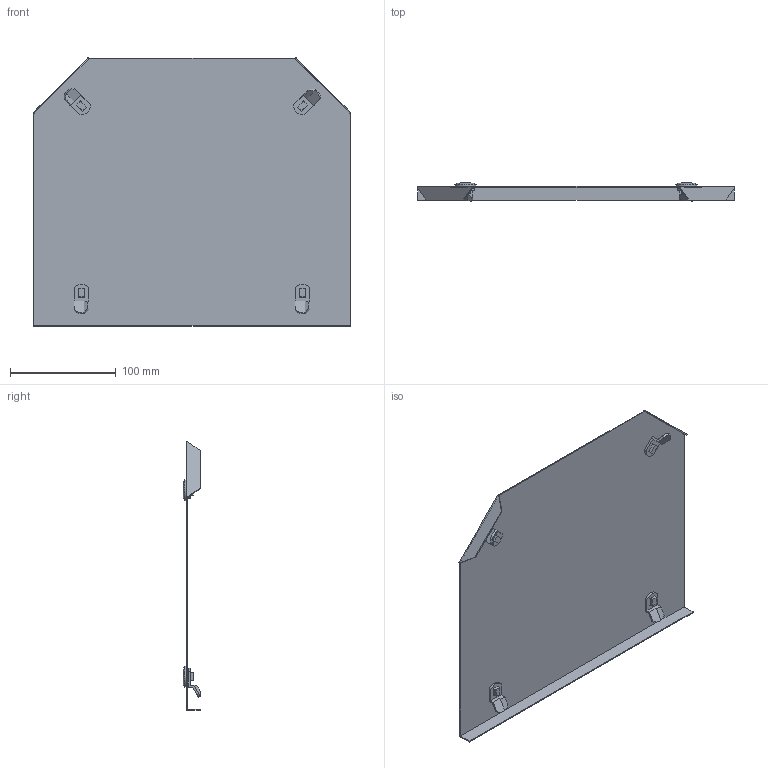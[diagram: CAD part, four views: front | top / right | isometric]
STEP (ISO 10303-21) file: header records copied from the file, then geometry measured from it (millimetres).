
FILE_DESCRIPTION (( 'STEP AP214' ), '1' );
FILE_NAME ('7128231.stp', '2019-06-14T06:51:25', ( '' ), ( '' ), 'SwSTEP 2.0', 'SolidWorks 2018', '' );
FILE_SCHEMA (( 'AUTOMOTIVE_DESIGN' ));
Length unit declared in the file: millimetre
Products named in the file (5): KTS 08.081-003_Standard; KTS 08.040-110_NB=200 FS, DD; KTS 08.082-005_Standard; KTS 08.080-022_Standard; 7128231
Assembly tree (7 placements, depth 3):
  7128231
    KTS 08.040-110_NB=200 FS, DD
    KTS 08.080-022_Standard  x4
      KTS 08.082-005_Standard
      KTS 08.081-003_Standard
Bounding box: 301.27 x 16.98 x 254.64 mm (x, y, z)
Volume: 85993.1 mm3; surface area: 165634.3 mm2
Topology: 9 solids, 9 shells, 214 faces, 528 edges, 344 vertices
Faces by surface type: plane 126, cylinder 56, bspline 16, torus 16
Entity records: 2837 total; most frequent: CARTESIAN_POINT 742, ORIENTED_EDGE 408, DIRECTION 380, EDGE_CURVE 204, VERTEX_POINT 134, AXIS2_PLACEMENT_3D 129, VECTOR 122, LINE 122
